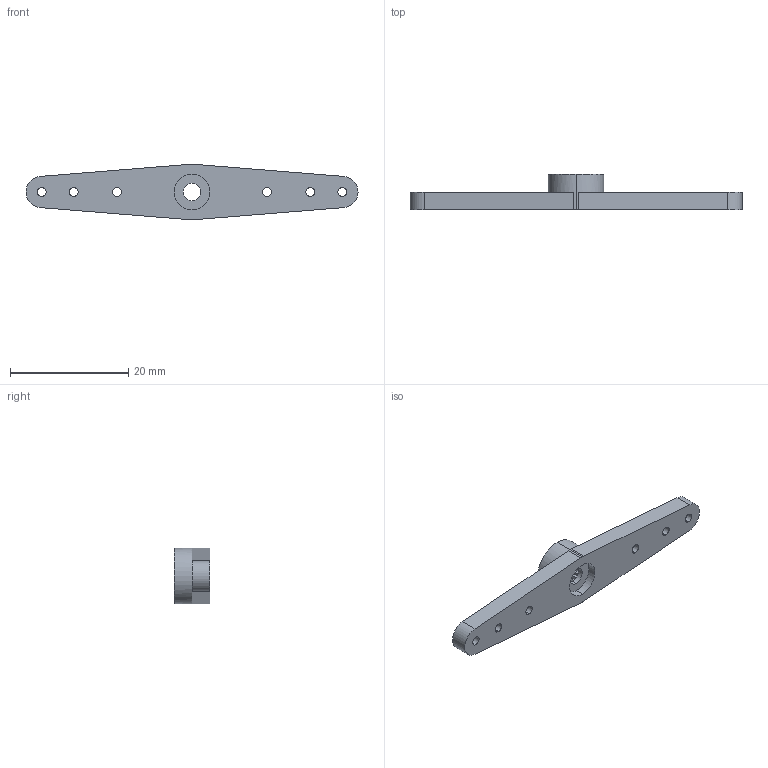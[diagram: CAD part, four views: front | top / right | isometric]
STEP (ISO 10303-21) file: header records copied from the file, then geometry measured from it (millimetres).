
FILE_DESCRIPTION (( 'STEP AP203' ), '1' );
FILE_NAME ('FUTM2110.STEP', '2014-10-31T16:06:31', ( 'Kyle' ), ( 'Microsoft' ), 'SwSTEP 2.0', 'SolidWorks 2014', '' );
FILE_SCHEMA (( 'CONFIG_CONTROL_DESIGN' ));
Length unit declared in the file: inch
Products named in the file (1): FUTM2110
Bounding box: 56.1 x 5.99 x 9.39 mm (x, y, z)
Volume: 1216.6 mm3; surface area: 1401.7 mm2
Topology: 1 solids, 1 shells, 80 faces, 228 edges, 152 vertices
Faces by surface type: plane 60, cylinder 20
Entity records: 2703 total; most frequent: CARTESIAN_POINT 461, ORIENTED_EDGE 456, DIRECTION 434, EDGE_CURVE 228, VECTOR 184, LINE 184, VERTEX_POINT 152, AXIS2_PLACEMENT_3D 125
